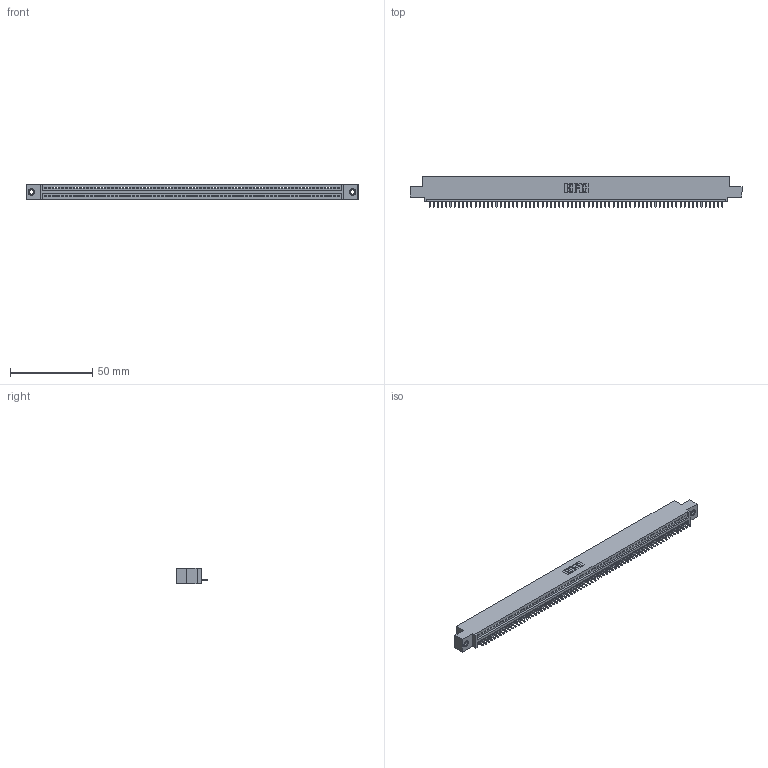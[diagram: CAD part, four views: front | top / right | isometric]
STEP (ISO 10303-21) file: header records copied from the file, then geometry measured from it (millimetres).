
FILE_DESCRIPTION (( 'STEP AP203' ), '1' );
FILE_NAME ('395-071-521-407.STEP', '2019-10-26T03:33:42', ( '' ), ( '' ), 'SwSTEP 2.0', 'SolidWorks 2016', '' );
FILE_SCHEMA (( 'CONFIG_CONTROL_DESIGN' ));
Length unit declared in the file: inch
Products named in the file (4): 345-292-001_345-293-121; 345 Part_0.110 Offset - 0.156 Dia-TI; 345-250-001_345-250-005-103; 395-071-521-407
Assembly tree (74 placements, depth 2):
  395-071-521-407
    345 Part_0.110 Offset - 0.156 Dia-TI
    345-292-001_345-293-121  x71
    345-250-001_345-250-005-103  x2
Bounding box: 201.55 x 18.72 x 9.4 mm (x, y, z)
Volume: 19092 mm3; surface area: 25090.1 mm2
Topology: 74 solids, 74 shells, 4308 faces, 12985 edges, 8554 vertices
Faces by surface type: plane 2956, cylinder 1336, cone 12, torus 4
Entity records: 50868 total; most frequent: CARTESIAN_POINT 8792, ORIENTED_EDGE 8790, DIRECTION 7663, EDGE_CURVE 4395, VECTOR 3959, LINE 3959, VERTEX_POINT 2924, AXIS2_PLACEMENT_3D 1852
